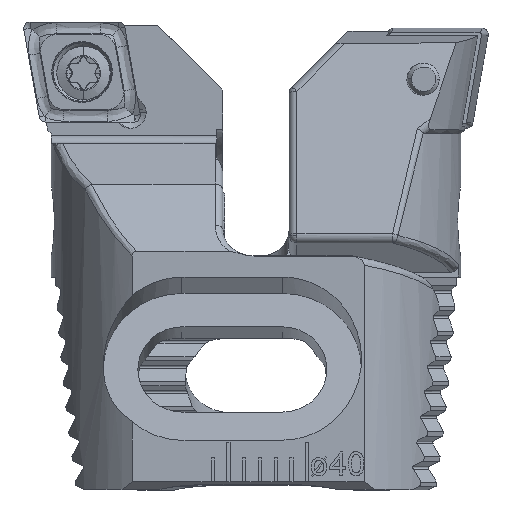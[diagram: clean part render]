
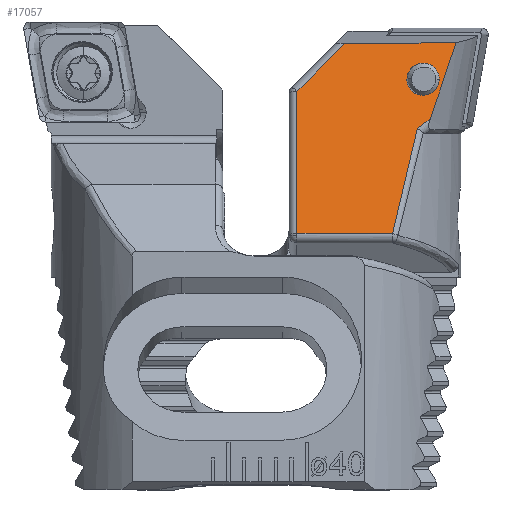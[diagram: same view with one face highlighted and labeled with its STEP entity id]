
A CAD part, top view. The second image highlights one B-rep face of the part: STEP entity #17057.
In plain terms, the highlighted face is planar.
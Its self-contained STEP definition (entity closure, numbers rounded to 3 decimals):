
#205 =( BOUNDED_CURVE ( )  B_SPLINE_CURVE ( 3, ( #15837, #14188, #5489, #17649 ),
 .UNSPECIFIED., .F., .F. ) 
 B_SPLINE_CURVE_WITH_KNOTS ( ( 4, 4 ),
 ( 3.891, 4.09 ),
 .UNSPECIFIED. ) 
 CURVE ( )  GEOMETRIC_REPRESENTATION_ITEM ( )  RATIONAL_B_SPLINE_CURVE ( ( 1., 0.997, 0.997, 1. ) ) 
 REPRESENTATION_ITEM ( '' )  );
#360 = DIRECTION ( 'NONE',  ( 0., -0.966, -0.259 ) ) ;
#424 = VERTEX_POINT ( 'NONE', #12082 ) ;
#658 = VECTOR ( 'NONE', #17722, 1000. ) ;
#1317 = CARTESIAN_POINT ( 'NONE',  ( 2.043, -1.329, -6.027 ) ) ;
#1605 = EDGE_LOOP ( 'NONE', ( #19034, #22299, #12712, #16293, #14439, #8982, #18767 ) ) ;
#2344 = DIRECTION ( 'NONE',  ( -1., 0.007, 0.002 ) ) ;
#2497 = VERTEX_POINT ( 'NONE', #18960 ) ;
#2521 =( BOUNDED_CURVE ( )  B_SPLINE_CURVE ( 3, ( #2649, #4336, #18328, #7889 ),
 .UNSPECIFIED., .F., .T. ) 
 B_SPLINE_CURVE_WITH_KNOTS ( ( 4, 4 ),
 ( 1.378, 4.519 ),
 .UNSPECIFIED. ) 
 CURVE ( )  GEOMETRIC_REPRESENTATION_ITEM ( )  RATIONAL_B_SPLINE_CURVE ( ( 1., 0.333, 0.333, 1. ) ) 
 REPRESENTATION_ITEM ( '' )  );
#2649 = CARTESIAN_POINT ( 'NONE',  ( 3.114, -3.642, -6.647 ) ) ;
#3172 = B_SPLINE_CURVE_WITH_KNOTS ( 'NONE', 3,
 ( #4435, #13046, #7925, #20156 ),
 .UNSPECIFIED., .F., .F.,
 ( 4, 4 ),
 ( 0., 0.001 ),
 .UNSPECIFIED. ) ;
#3367 = CARTESIAN_POINT ( 'NONE',  ( 3.691, -6.18, -7.327 ) ) ;
#3453 = VERTEX_POINT ( 'NONE', #1317 ) ;
#3533 = EDGE_CURVE ( 'NONE', #18833, #15338, #3172, .T. ) ;
#4224 = CARTESIAN_POINT ( 'NONE',  ( 2.576, -3.002, -6.475 ) ) ;
#4333 = CARTESIAN_POINT ( 'NONE',  ( 3.085, -1.592, -6.097 ) ) ;
#4335 = ORIENTED_EDGE ( 'NONE', *, *, #9648, .T. ) ;
#4336 = CARTESIAN_POINT ( 'NONE',  ( 3.143, -5.692, -7.196 ) ) ;
#4435 = CARTESIAN_POINT ( 'NONE',  ( 4.503, -6.763, -7.483 ) ) ;
#4836 = CARTESIAN_POINT ( 'NONE',  ( 9.113, -1.376, -6.039 ) ) ;
#5326 = CARTESIAN_POINT ( 'NONE',  ( 18.197, -10.459, -8.473 ) ) ;
#5489 = CARTESIAN_POINT ( 'NONE',  ( 4.968, -9.178, -8.13 ) ) ;
#5611 = VECTOR ( 'NONE', #19257, 1000. ) ;
#5634 = CARTESIAN_POINT ( 'NONE',  ( 5.167, -3.642, -6.647 ) ) ;
#5915 = LINE ( 'NONE', #7293, #658 ) ;
#6008 = CARTESIAN_POINT ( 'NONE',  ( 5.167, -3.642, -6.647 ) ) ;
#6142 = LINE ( 'NONE', #5326, #5611 ) ;
#6811 = CARTESIAN_POINT ( 'NONE',  ( 29.25, -13.434, -9.271 ) ) ;
#6961 =( BOUNDED_CURVE ( )  B_SPLINE_CURVE ( 3, ( #6008, #21713, #4333, #16497 ),
 .UNSPECIFIED., .F., .F. ) 
 B_SPLINE_CURVE_WITH_KNOTS ( ( 4, 4 ),
 ( 4.519, 7.661 ),
 .UNSPECIFIED. ) 
 CURVE ( )  GEOMETRIC_REPRESENTATION_ITEM ( )  RATIONAL_B_SPLINE_CURVE ( ( 1., 0.333, 0.333, 1. ) ) 
 REPRESENTATION_ITEM ( '' )  );
#7028 = EDGE_CURVE ( 'NONE', #14813, #424, #19304, .T. ) ;
#7293 = CARTESIAN_POINT ( 'NONE',  ( 12.15, -0.147, -5.71 ) ) ;
#7320 = FACE_OUTER_BOUND ( 'NONE', #1605, .T. ) ;
#7577 = ORIENTED_EDGE ( 'NONE', *, *, #15651, .T. ) ;
#7618 = EDGE_CURVE ( 'NONE', #2497, #14813, #5915, .T. ) ;
#7889 = CARTESIAN_POINT ( 'NONE',  ( 5.167, -3.642, -6.647 ) ) ;
#7925 = CARTESIAN_POINT ( 'NONE',  ( 3.96, -6.377, -7.38 ) ) ;
#8548 = DIRECTION ( 'NONE',  ( -1., 0., 0. ) ) ;
#8982 = ORIENTED_EDGE ( 'NONE', *, *, #7028, .T. ) ;
#9193 = VERTEX_POINT ( 'NONE', #14648 ) ;
#9648 = EDGE_CURVE ( 'NONE', #17043, #9193, #6961, .T. ) ;
#9917 = LINE ( 'NONE', #12794, #19217 ) ;
#10586 = EDGE_CURVE ( 'NONE', #22538, #3453, #9917, .T. ) ;
#10870 = DIRECTION ( 'NONE',  ( 0., -0.259, 0.966 ) ) ;
#12082 = CARTESIAN_POINT ( 'NONE',  ( 6.078, -13.434, -9.271 ) ) ;
#12368 = EDGE_CURVE ( 'NONE', #22538, #2497, #6142, .T. ) ;
#12712 = ORIENTED_EDGE ( 'NONE', *, *, #10586, .F. ) ;
#12794 = CARTESIAN_POINT ( 'NONE',  ( 29.24, -1.51, -6.075 ) ) ;
#12912 = CARTESIAN_POINT ( 'NONE',  ( 3.691, -6.18, -7.327 ) ) ;
#12920 = CARTESIAN_POINT ( 'NONE',  ( 4.503, -6.763, -7.483 ) ) ;
#13046 = CARTESIAN_POINT ( 'NONE',  ( 4.23, -6.572, -7.432 ) ) ;
#13351 = AXIS2_PLACEMENT_3D ( 'NONE', #16044, #10870, #360 ) ;
#13766 = EDGE_CURVE ( 'NONE', #15338, #3453, #18736, .T. ) ;
#14188 = CARTESIAN_POINT ( 'NONE',  ( 5.495, -11.409, -8.728 ) ) ;
#14439 = ORIENTED_EDGE ( 'NONE', *, *, #7618, .T. ) ;
#14648 = CARTESIAN_POINT ( 'NONE',  ( 3.114, -3.642, -6.647 ) ) ;
#14670 = VECTOR ( 'NONE', #8548, 1000. ) ;
#14813 = VERTEX_POINT ( 'NONE', #15141 ) ;
#15141 = CARTESIAN_POINT ( 'NONE',  ( 12.15, -13.434, -9.271 ) ) ;
#15338 = VERTEX_POINT ( 'NONE', #3367 ) ;
#15651 = EDGE_CURVE ( 'NONE', #9193, #17043, #2521, .T. ) ;
#15837 = CARTESIAN_POINT ( 'NONE',  ( 6.078, -13.434, -9.271 ) ) ;
#15979 = PLANE ( 'NONE',  #13351 ) ;
#16044 = CARTESIAN_POINT ( 'NONE',  ( 29.25, -0.147, -5.71 ) ) ;
#16293 = ORIENTED_EDGE ( 'NONE', *, *, #12368, .T. ) ;
#16406 = CARTESIAN_POINT ( 'NONE',  ( 2.043, -1.329, -6.027 ) ) ;
#16497 = CARTESIAN_POINT ( 'NONE',  ( 3.114, -3.642, -6.647 ) ) ;
#17043 = VERTEX_POINT ( 'NONE', #5634 ) ;
#17057 = ADVANCED_FACE ( 'NONE', ( #20717, #7320 ), #15979, .F. ) ;
#17434 = EDGE_LOOP ( 'NONE', ( #4335, #7577 ) ) ;
#17649 = CARTESIAN_POINT ( 'NONE',  ( 4.503, -6.763, -7.483 ) ) ;
#17722 = DIRECTION ( 'NONE',  ( 0., -0.966, -0.259 ) ) ;
#18328 = CARTESIAN_POINT ( 'NONE',  ( 5.196, -5.692, -7.196 ) ) ;
#18736 =( BOUNDED_CURVE ( )  B_SPLINE_CURVE ( 3, ( #12912, #21553, #4224, #16406 ),
 .UNSPECIFIED., .F., .F. ) 
 B_SPLINE_CURVE_WITH_KNOTS ( ( 4, 4 ),
 ( 4.16, 4.277 ),
 .UNSPECIFIED. ) 
 CURVE ( )  GEOMETRIC_REPRESENTATION_ITEM ( )  RATIONAL_B_SPLINE_CURVE ( ( 1., 0.999, 0.999, 1. ) ) 
 REPRESENTATION_ITEM ( '' )  );
#18767 = ORIENTED_EDGE ( 'NONE', *, *, #21884, .T. ) ;
#18833 = VERTEX_POINT ( 'NONE', #12920 ) ;
#18960 = CARTESIAN_POINT ( 'NONE',  ( 12.15, -4.413, -6.853 ) ) ;
#19034 = ORIENTED_EDGE ( 'NONE', *, *, #3533, .T. ) ;
#19217 = VECTOR ( 'NONE', #2344, 1000. ) ;
#19257 = DIRECTION ( 'NONE',  ( 0.695, -0.695, -0.186 ) ) ;
#19304 = LINE ( 'NONE', #6811, #14670 ) ;
#20156 = CARTESIAN_POINT ( 'NONE',  ( 3.691, -6.18, -7.327 ) ) ;
#20717 = FACE_BOUND ( 'NONE', #17434, .T. ) ;
#21553 = CARTESIAN_POINT ( 'NONE',  ( 3.126, -4.621, -6.909 ) ) ;
#21713 = CARTESIAN_POINT ( 'NONE',  ( 5.138, -1.592, -6.097 ) ) ;
#21884 = EDGE_CURVE ( 'NONE', #424, #18833, #205, .T. ) ;
#22299 = ORIENTED_EDGE ( 'NONE', *, *, #13766, .T. ) ;
#22538 = VERTEX_POINT ( 'NONE', #4836 ) ;
